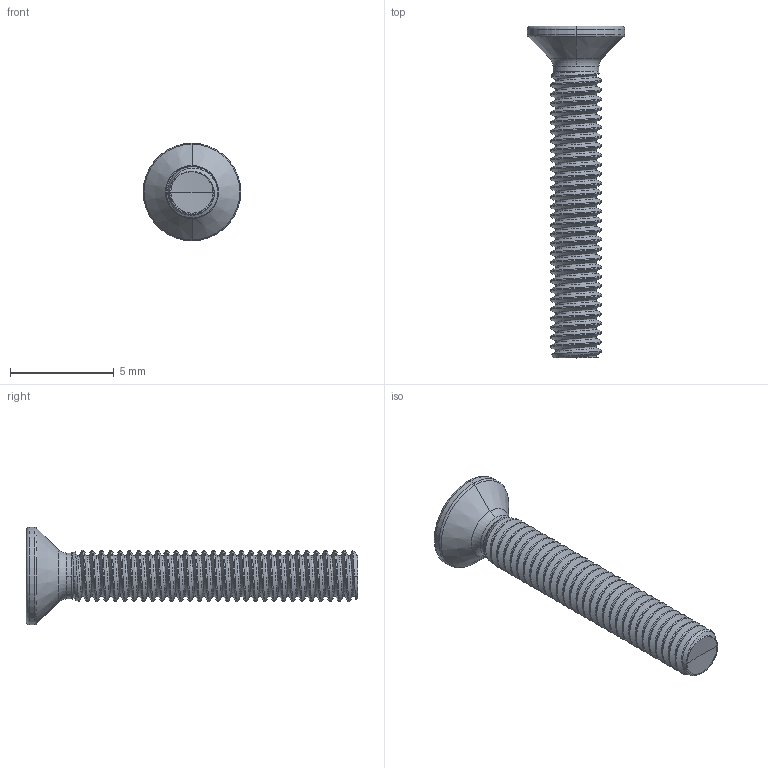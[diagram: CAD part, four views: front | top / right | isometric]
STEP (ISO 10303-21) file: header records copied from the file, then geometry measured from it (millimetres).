
FILE_DESCRIPTION (( 'STEP AP203' ), '1' );
FILE_NAME ('STM410250160.STEP', '2020-12-18T16:52:10', ( '' ), ( '' ), 'SwSTEP 2.0', 'SolidWorks 2015', '' );
FILE_SCHEMA (( 'CONFIG_CONTROL_DESIGN' ));
Length unit declared in the file: millimetre
Products named in the file (2): STM410250160
Bounding box: 4.7 x 16 x 4.7 mm (x, y, z)
Volume: 72.3 mm3; surface area: 216.4 mm2
Topology: 1 solids, 1 shells, 130 faces, 352 edges, 223 vertices
Faces by surface type: cylinder 83, bspline 18, cone 13, torus 12, sphere 2, plane 2
Entity records: 26048 total; most frequent: CARTESIAN_POINT 23176, ORIENTED_EDGE 700, DIRECTION 440, EDGE_CURVE 350, VERTEX_POINT 223, AXIS2_PLACEMENT_3D 173, EDGE_LOOP 131, FACE_OUTER_BOUND 130
